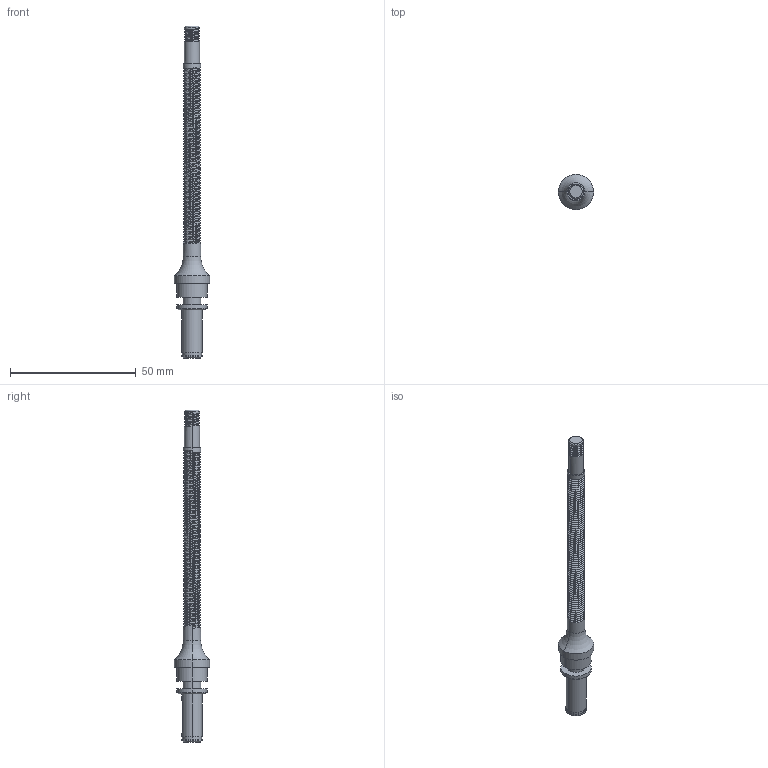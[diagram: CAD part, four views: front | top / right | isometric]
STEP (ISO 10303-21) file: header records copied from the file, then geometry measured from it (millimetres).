
FILE_DESCRIPTION (( 'STEP AP203' ), '1' );
FILE_NAME ('TIT-003-A-Arbre-roue-motrice.STEP', '2022-05-25T11:52:09', ( '' ), ( '' ), 'SwSTEP 2.0', 'SolidWorks 2016', '' );
FILE_SCHEMA (( 'CONFIG_CONTROL_DESIGN' ));
Length unit declared in the file: millimetre
Products named in the file (1): TIT-003-A-Arbre-roue-motrice
Bounding box: 14 x 14 x 132.2 mm (x, y, z)
Volume: 5756.2 mm3; surface area: 4369.3 mm2
Topology: 1 solids, 1 shells, 202 faces, 557 edges, 365 vertices
Faces by surface type: cylinder 172, plane 16, cone 6, bspline 6, torus 2
Entity records: 14781 total; most frequent: CARTESIAN_POINT 10467, ORIENTED_EDGE 1114, DIRECTION 686, EDGE_CURVE 557, VERTEX_POINT 365, AXIS2_PLACEMENT_3D 244, EDGE_LOOP 210, FACE_OUTER_BOUND 202
